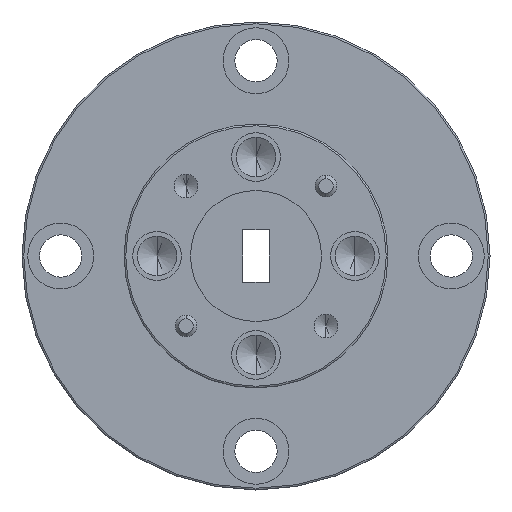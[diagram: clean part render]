
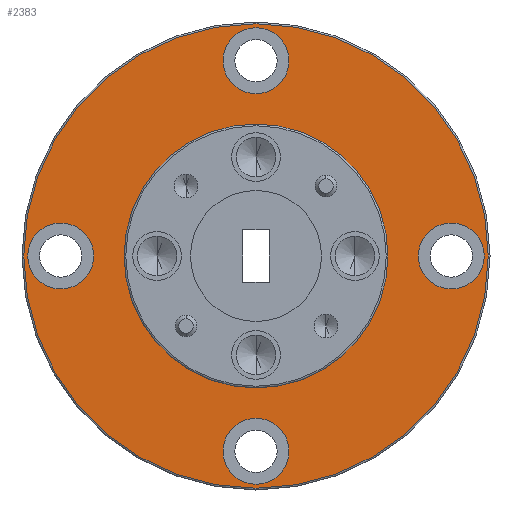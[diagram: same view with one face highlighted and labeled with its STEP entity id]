
A CAD part, left-side view. The second image highlights one B-rep face of the part: STEP entity #2383.
In plain terms, the highlighted planar face has unit normal (-1, 0, 0).
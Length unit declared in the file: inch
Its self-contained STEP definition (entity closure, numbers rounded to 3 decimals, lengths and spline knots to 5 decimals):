
#7 = ORIENTED_EDGE ( 'NONE', *, *, #3111, .F. ) ;
#16 = AXIS2_PLACEMENT_3D ( 'NONE', #1068, #2945, #3521 ) ;
#35 = ORIENTED_EDGE ( 'NONE', *, *, #2981, .F. ) ;
#72 = AXIS2_PLACEMENT_3D ( 'NONE', #2317, #1725, #2028 ) ;
#92 = CARTESIAN_POINT ( 'NONE',  ( 0.06049, 0.555, -0.09375 ) ) ;
#146 = AXIS2_PLACEMENT_3D ( 'NONE', #2644, #2093, #238 ) ;
#157 = DIRECTION ( 'NONE',  ( -1., 0., 0. ) ) ;
#168 = ORIENTED_EDGE ( 'NONE', *, *, #1010, .F. ) ;
#210 = CIRCLE ( 'NONE', #521, 0.09375 ) ;
#220 = DIRECTION ( 'NONE',  ( -1., 0., 0. ) ) ;
#235 = VERTEX_POINT ( 'NONE', #769 ) ;
#238 = DIRECTION ( 'NONE',  ( 0., 0., 1. ) ) ;
#331 = CARTESIAN_POINT ( 'NONE',  ( 0.06049, -0.555, 0. ) ) ;
#356 = VERTEX_POINT ( 'NONE', #1129 ) ;
#455 = VERTEX_POINT ( 'NONE', #3928 ) ;
#456 = CARTESIAN_POINT ( 'NONE',  ( 0.06049, 0., 0. ) ) ;
#497 = DIRECTION ( 'NONE',  ( 0., 0., 1. ) ) ;
#521 = AXIS2_PLACEMENT_3D ( 'NONE', #2632, #827, #497 ) ;
#540 = EDGE_LOOP ( 'NONE', ( #7, #3441 ) ) ;
#603 = VERTEX_POINT ( 'NONE', #2886 ) ;
#636 = CIRCLE ( 'NONE', #72, 0.09375 ) ;
#653 = CIRCLE ( 'NONE', #3403, 0.375 ) ;
#656 = CARTESIAN_POINT ( 'NONE',  ( 0.06049, 0., -0.555 ) ) ;
#696 = AXIS2_PLACEMENT_3D ( 'NONE', #1692, #157, #3823 ) ;
#713 = DIRECTION ( 'NONE',  ( -1., 0., 0. ) ) ;
#723 = DIRECTION ( 'NONE',  ( -1., 0., 0. ) ) ;
#724 = CARTESIAN_POINT ( 'NONE',  ( 0.06049, 0., 0.555 ) ) ;
#734 = AXIS2_PLACEMENT_3D ( 'NONE', #912, #3065, #1232 ) ;
#769 = CARTESIAN_POINT ( 'NONE',  ( 0.06049, 0., -0.64875 ) ) ;
#827 = DIRECTION ( 'NONE',  ( -1., 0., 0. ) ) ;
#912 = CARTESIAN_POINT ( 'NONE',  ( 0.06049, 0.375, 0. ) ) ;
#1010 = EDGE_CURVE ( 'NONE', #455, #1095, #2611, .T. ) ;
#1054 = CARTESIAN_POINT ( 'NONE',  ( 0.06049, 0.555, 0.09375 ) ) ;
#1065 = CARTESIAN_POINT ( 'NONE',  ( 0.06049, -0.555, 0. ) ) ;
#1068 = CARTESIAN_POINT ( 'NONE',  ( 0.06049, 0., -0.555 ) ) ;
#1093 = CARTESIAN_POINT ( 'NONE',  ( 0.06049, -0.555, -0.09375 ) ) ;
#1095 = VERTEX_POINT ( 'NONE', #1345 ) ;
#1108 = CARTESIAN_POINT ( 'NONE',  ( 0.06049, 0., -0.66 ) ) ;
#1129 = CARTESIAN_POINT ( 'NONE',  ( 0.06049, 0., -0.46125 ) ) ;
#1218 = CIRCLE ( 'NONE', #2531, 0.66 ) ;
#1224 = EDGE_CURVE ( 'NONE', #2453, #2258, #1378, .T. ) ;
#1232 = DIRECTION ( 'NONE',  ( 0., 0., -1. ) ) ;
#1345 = CARTESIAN_POINT ( 'NONE',  ( 0.06049, 0., 0.64875 ) ) ;
#1350 = ORIENTED_EDGE ( 'NONE', *, *, #2640, .F. ) ;
#1351 = CARTESIAN_POINT ( 'NONE',  ( 0.06049, 0., 0.66 ) ) ;
#1378 = CIRCLE ( 'NONE', #696, 0.66 ) ;
#1395 = AXIS2_PLACEMENT_3D ( 'NONE', #724, #713, #3193 ) ;
#1402 = CIRCLE ( 'NONE', #3705, 0.09375 ) ;
#1418 = CIRCLE ( 'NONE', #1615, 0.09375 ) ;
#1553 = ORIENTED_EDGE ( 'NONE', *, *, #3609, .F. ) ;
#1615 = AXIS2_PLACEMENT_3D ( 'NONE', #1065, #2555, #1999 ) ;
#1665 = DIRECTION ( 'NONE',  ( 0., 0., -1. ) ) ;
#1692 = CARTESIAN_POINT ( 'NONE',  ( 0.06049, 0., 0. ) ) ;
#1725 = DIRECTION ( 'NONE',  ( -1., 0., 0. ) ) ;
#1737 = ORIENTED_EDGE ( 'NONE', *, *, #1224, .T. ) ;
#1747 = VERTEX_POINT ( 'NONE', #1054 ) ;
#1750 = EDGE_CURVE ( 'NONE', #3183, #2335, #653, .T. ) ;
#1753 = EDGE_LOOP ( 'NONE', ( #2629, #1553 ) ) ;
#1762 = EDGE_CURVE ( 'NONE', #603, #2319, #1418, .T. ) ;
#1914 = CARTESIAN_POINT ( 'NONE',  ( 0.06049, 0., 0.555 ) ) ;
#1957 = CARTESIAN_POINT ( 'NONE',  ( 0.06049, 0., 0.375 ) ) ;
#1960 = CIRCLE ( 'NONE', #3352, 0.09375 ) ;
#1963 = DIRECTION ( 'NONE',  ( -1., 0., 0. ) ) ;
#1999 = DIRECTION ( 'NONE',  ( 0., 0., 1. ) ) ;
#2028 = DIRECTION ( 'NONE',  ( 0., 0., 1. ) ) ;
#2078 = ORIENTED_EDGE ( 'NONE', *, *, #2850, .F. ) ;
#2093 = DIRECTION ( 'NONE',  ( -1., 0., 0. ) ) ;
#2122 = CIRCLE ( 'NONE', #3889, 0.09375 ) ;
#2170 = FACE_BOUND ( 'NONE', #2839, .T. ) ;
#2240 = DIRECTION ( 'NONE',  ( 0., 0., 1. ) ) ;
#2258 = VERTEX_POINT ( 'NONE', #1108 ) ;
#2296 = EDGE_CURVE ( 'NONE', #2353, #1747, #210, .T. ) ;
#2317 = CARTESIAN_POINT ( 'NONE',  ( 0.06049, 0.555, 0. ) ) ;
#2319 = VERTEX_POINT ( 'NONE', #1093 ) ;
#2335 = VERTEX_POINT ( 'NONE', #2943 ) ;
#2353 = VERTEX_POINT ( 'NONE', #92 ) ;
#2383 = ADVANCED_FACE ( 'NONE', ( #2455, #3174, #3075, #3782, #2978, #2170 ), #2514, .F. ) ;
#2432 = ORIENTED_EDGE ( 'NONE', *, *, #1750, .F. ) ;
#2453 = VERTEX_POINT ( 'NONE', #1351 ) ;
#2455 = FACE_OUTER_BOUND ( 'NONE', #2999, .T. ) ;
#2514 = PLANE ( 'NONE',  #734 ) ;
#2516 = EDGE_CURVE ( 'NONE', #2258, #2453, #1218, .T. ) ;
#2531 = AXIS2_PLACEMENT_3D ( 'NONE', #3508, #1963, #1665 ) ;
#2555 = DIRECTION ( 'NONE',  ( -1., 0., 0. ) ) ;
#2611 = CIRCLE ( 'NONE', #1395, 0.09375 ) ;
#2629 = ORIENTED_EDGE ( 'NONE', *, *, #1762, .F. ) ;
#2632 = CARTESIAN_POINT ( 'NONE',  ( 0.06049, 0.555, 0. ) ) ;
#2640 = EDGE_CURVE ( 'NONE', #356, #235, #2122, .T. ) ;
#2644 = CARTESIAN_POINT ( 'NONE',  ( 0.06049, 0., 0. ) ) ;
#2760 = DIRECTION ( 'NONE',  ( 0., 0., 1. ) ) ;
#2839 = EDGE_LOOP ( 'NONE', ( #2432, #35 ) ) ;
#2850 = EDGE_CURVE ( 'NONE', #235, #356, #3312, .T. ) ;
#2886 = CARTESIAN_POINT ( 'NONE',  ( 0.06049, -0.555, 0.09375 ) ) ;
#2943 = CARTESIAN_POINT ( 'NONE',  ( 0.06049, 0., -0.375 ) ) ;
#2945 = DIRECTION ( 'NONE',  ( -1., 0., 0. ) ) ;
#2964 = DIRECTION ( 'NONE',  ( 0., 0., 1. ) ) ;
#2978 = FACE_BOUND ( 'NONE', #1753, .T. ) ;
#2981 = EDGE_CURVE ( 'NONE', #2335, #3183, #3690, .T. ) ;
#2999 = EDGE_LOOP ( 'NONE', ( #3903, #1737 ) ) ;
#3038 = ORIENTED_EDGE ( 'NONE', *, *, #3318, .F. ) ;
#3065 = DIRECTION ( 'NONE',  ( 1., 0., 0. ) ) ;
#3075 = FACE_BOUND ( 'NONE', #540, .T. ) ;
#3111 = EDGE_CURVE ( 'NONE', #1747, #2353, #636, .T. ) ;
#3144 = EDGE_LOOP ( 'NONE', ( #1350, #2078 ) ) ;
#3174 = FACE_BOUND ( 'NONE', #3592, .T. ) ;
#3183 = VERTEX_POINT ( 'NONE', #1957 ) ;
#3190 = DIRECTION ( 'NONE',  ( -1., 0., 0. ) ) ;
#3193 = DIRECTION ( 'NONE',  ( 0., 0., 1. ) ) ;
#3312 = CIRCLE ( 'NONE', #16, 0.09375 ) ;
#3318 = EDGE_CURVE ( 'NONE', #1095, #455, #1960, .T. ) ;
#3352 = AXIS2_PLACEMENT_3D ( 'NONE', #1914, #723, #2240 ) ;
#3377 = DIRECTION ( 'NONE',  ( -1., 0., 0. ) ) ;
#3403 = AXIS2_PLACEMENT_3D ( 'NONE', #456, #3190, #3493 ) ;
#3441 = ORIENTED_EDGE ( 'NONE', *, *, #2296, .F. ) ;
#3493 = DIRECTION ( 'NONE',  ( 0., 0., 1. ) ) ;
#3508 = CARTESIAN_POINT ( 'NONE',  ( 0.06049, 0., 0. ) ) ;
#3521 = DIRECTION ( 'NONE',  ( 0., 0., 1. ) ) ;
#3592 = EDGE_LOOP ( 'NONE', ( #3038, #168 ) ) ;
#3609 = EDGE_CURVE ( 'NONE', #2319, #603, #1402, .T. ) ;
#3690 = CIRCLE ( 'NONE', #146, 0.375 ) ;
#3705 = AXIS2_PLACEMENT_3D ( 'NONE', #331, #220, #2964 ) ;
#3782 = FACE_BOUND ( 'NONE', #3144, .T. ) ;
#3823 = DIRECTION ( 'NONE',  ( 0., 0., -1. ) ) ;
#3889 = AXIS2_PLACEMENT_3D ( 'NONE', #656, #3377, #2760 ) ;
#3903 = ORIENTED_EDGE ( 'NONE', *, *, #2516, .T. ) ;
#3928 = CARTESIAN_POINT ( 'NONE',  ( 0.06049, 0., 0.46125 ) ) ;
